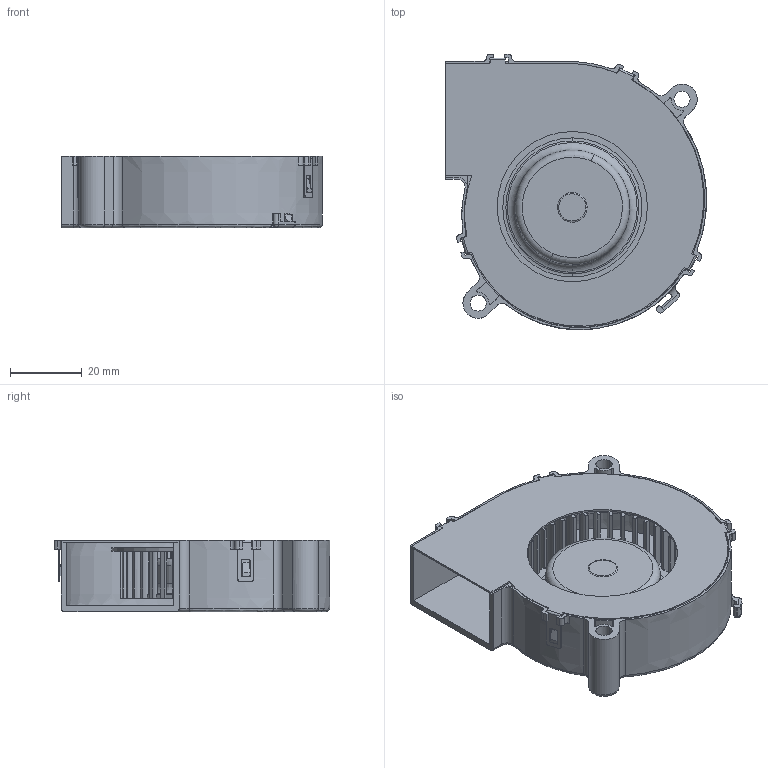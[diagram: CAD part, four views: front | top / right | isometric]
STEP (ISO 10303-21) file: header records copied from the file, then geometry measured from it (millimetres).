
FILE_DESCRIPTION((''),'2;1');
FILE_NAME('BUB0712HD-SM_ASM','2022-02-24T20:31:30',('CHENGXUAN.YU'),(''),'CREO PARAMETRIC BY PTC INC, 2018400','CREO PARAMETRIC BY PTC INC, 2018400','');
FILE_SCHEMA(('CONFIG_CONTROL_DESIGN'));
Length unit declared in the file: millimetre
Products named in the file (6): B7025-PILLOW_1_1; B7520-IMPELLER_1_1; ASM0001_ASM_1_ASM_1_ASM; 7520-COVER2_1; BUB0712HD-SM_ASM_1_ASM; BUB0712HD-SM_ASM
Assembly tree (5 placements, depth 4):
  BUB0712HD-SM_ASM
    BUB0712HD-SM_ASM_1_ASM
      ASM0001_ASM_1_ASM_1_ASM
        B7025-PILLOW_1_1
        B7520-IMPELLER_1_1
      7520-COVER2_1
Bounding box: 72.94 x 77.07 x 20 mm (x, y, z)
Volume: 26973.2 mm3; surface area: 36339.7 mm2
Topology: 3 solids, 6 shells, 829 faces, 2739 edges, 1877 vertices
Faces by surface type: cylinder 520, plane 242, torus 31, bspline 12, cone 11, extrusion 10, sphere 3
Entity records: 32442 total; most frequent: CARTESIAN_POINT 6853, DIRECTION 5750, ORIENTED_EDGE 5474, EDGE_CURVE 2737, AXIS2_PLACEMENT_3D 2287, VERTEX_POINT 1877, CIRCLE 1465, VECTOR 1176
